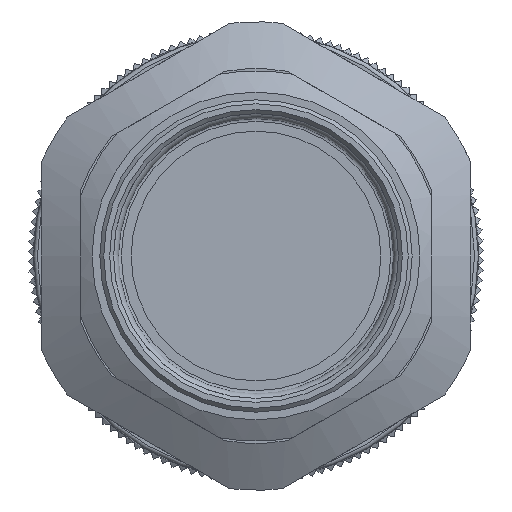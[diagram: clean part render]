
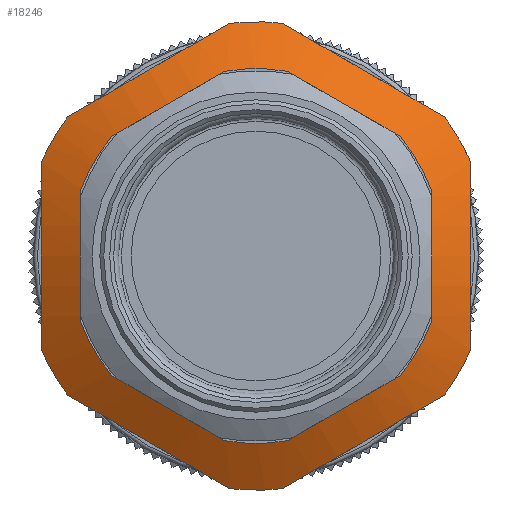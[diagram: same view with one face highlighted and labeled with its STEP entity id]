
A CAD part, left-side view. The second image highlights one B-rep face of the part: STEP entity #18246.
In plain terms, the highlighted conical face has half-angle 60 degrees and reference radius 26.05 mm.
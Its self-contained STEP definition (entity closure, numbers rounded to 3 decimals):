
#573=(
BOUNDED_CURVE()
B_SPLINE_CURVE(2,(#38417,#38418,#38419),.UNSPECIFIED.,.F.,.F.)
B_SPLINE_CURVE_WITH_KNOTS((3,3),(0.,2.415),.UNSPECIFIED.)
CURVE()
GEOMETRIC_REPRESENTATION_ITEM()
RATIONAL_B_SPLINE_CURVE((1.,1.091,1.))
REPRESENTATION_ITEM('')
);
#576=(
BOUNDED_CURVE()
B_SPLINE_CURVE(2,(#38434,#38435,#38436),.UNSPECIFIED.,.F.,.F.)
B_SPLINE_CURVE_WITH_KNOTS((3,3),(0.,2.415),.UNSPECIFIED.)
CURVE()
GEOMETRIC_REPRESENTATION_ITEM()
RATIONAL_B_SPLINE_CURVE((1.,1.091,1.))
REPRESENTATION_ITEM('')
);
#579=(
BOUNDED_CURVE()
B_SPLINE_CURVE(2,(#38451,#38452,#38453),.UNSPECIFIED.,.F.,.F.)
B_SPLINE_CURVE_WITH_KNOTS((3,3),(0.,2.415),.UNSPECIFIED.)
CURVE()
GEOMETRIC_REPRESENTATION_ITEM()
RATIONAL_B_SPLINE_CURVE((1.,1.091,1.))
REPRESENTATION_ITEM('')
);
#582=(
BOUNDED_CURVE()
B_SPLINE_CURVE(2,(#38468,#38469,#38470),.UNSPECIFIED.,.F.,.F.)
B_SPLINE_CURVE_WITH_KNOTS((3,3),(0.,2.415),.UNSPECIFIED.)
CURVE()
GEOMETRIC_REPRESENTATION_ITEM()
RATIONAL_B_SPLINE_CURVE((1.,1.091,1.))
REPRESENTATION_ITEM('')
);
#585=(
BOUNDED_CURVE()
B_SPLINE_CURVE(2,(#38485,#38486,#38487),.UNSPECIFIED.,.F.,.F.)
B_SPLINE_CURVE_WITH_KNOTS((3,3),(0.,2.415),.UNSPECIFIED.)
CURVE()
GEOMETRIC_REPRESENTATION_ITEM()
RATIONAL_B_SPLINE_CURVE((1.,1.091,1.))
REPRESENTATION_ITEM('')
);
#588=(
BOUNDED_CURVE()
B_SPLINE_CURVE(2,(#38502,#38503,#38504),.UNSPECIFIED.,.F.,.F.)
B_SPLINE_CURVE_WITH_KNOTS((3,3),(0.,2.415),.UNSPECIFIED.)
CURVE()
GEOMETRIC_REPRESENTATION_ITEM()
RATIONAL_B_SPLINE_CURVE((1.,1.091,1.))
REPRESENTATION_ITEM('')
);
#2525=LINE('',#38550,#3445);
#3445=VECTOR('',#22457,26.05);
#3647=CONICAL_SURFACE('',#19366,26.05,1.047);
#4702=FACE_OUTER_BOUND('',#5793,.T.);
#5793=EDGE_LOOP('',(#15459,#15460,#15461,#15462,#15463,#15464,#15465,#15466,
#15467,#15468,#15469,#15470,#15471,#15472,#15473,#15474,#15475));
#6217=CIRCLE('',#19312,22.1);
#6218=CIRCLE('',#19313,22.1);
#6233=CIRCLE('',#19356,30.);
#6234=CIRCLE('',#19357,30.);
#6235=CIRCLE('',#19359,30.);
#6236=CIRCLE('',#19361,30.);
#6237=CIRCLE('',#19363,30.);
#6238=CIRCLE('',#19365,30.);
#6239=CIRCLE('',#19367,30.);
#7829=VERTEX_POINT('',#38390);
#7830=VERTEX_POINT('',#38391);
#7833=VERTEX_POINT('',#38415);
#7834=VERTEX_POINT('',#38416);
#7838=VERTEX_POINT('',#38432);
#7839=VERTEX_POINT('',#38433);
#7843=VERTEX_POINT('',#38449);
#7844=VERTEX_POINT('',#38450);
#7848=VERTEX_POINT('',#38466);
#7849=VERTEX_POINT('',#38467);
#7853=VERTEX_POINT('',#38483);
#7854=VERTEX_POINT('',#38484);
#7858=VERTEX_POINT('',#38500);
#7859=VERTEX_POINT('',#38501);
#7864=VERTEX_POINT('',#38537);
#10370=EDGE_CURVE('',#7829,#7830,#6217,.T.);
#10371=EDGE_CURVE('',#7830,#7829,#6218,.T.);
#10375=EDGE_CURVE('',#7833,#7834,#573,.T.);
#10380=EDGE_CURVE('',#7838,#7839,#576,.T.);
#10385=EDGE_CURVE('',#7843,#7844,#579,.T.);
#10390=EDGE_CURVE('',#7848,#7849,#582,.T.);
#10395=EDGE_CURVE('',#7853,#7854,#585,.T.);
#10400=EDGE_CURVE('',#7858,#7859,#588,.T.);
#10418=EDGE_CURVE('',#7833,#7864,#6233,.T.);
#10419=EDGE_CURVE('',#7864,#7859,#6234,.T.);
#10420=EDGE_CURVE('',#7858,#7854,#6235,.T.);
#10421=EDGE_CURVE('',#7853,#7849,#6236,.T.);
#10422=EDGE_CURVE('',#7848,#7844,#6237,.T.);
#10423=EDGE_CURVE('',#7843,#7839,#6238,.T.);
#10424=EDGE_CURVE('',#7838,#7834,#6239,.T.);
#10425=EDGE_CURVE('',#7864,#7830,#2525,.T.);
#15459=ORIENTED_EDGE('',*,*,#10375,.T.);
#15460=ORIENTED_EDGE('',*,*,#10424,.F.);
#15461=ORIENTED_EDGE('',*,*,#10380,.T.);
#15462=ORIENTED_EDGE('',*,*,#10423,.F.);
#15463=ORIENTED_EDGE('',*,*,#10385,.T.);
#15464=ORIENTED_EDGE('',*,*,#10422,.F.);
#15465=ORIENTED_EDGE('',*,*,#10390,.T.);
#15466=ORIENTED_EDGE('',*,*,#10421,.F.);
#15467=ORIENTED_EDGE('',*,*,#10395,.T.);
#15468=ORIENTED_EDGE('',*,*,#10420,.F.);
#15469=ORIENTED_EDGE('',*,*,#10400,.T.);
#15470=ORIENTED_EDGE('',*,*,#10419,.F.);
#15471=ORIENTED_EDGE('',*,*,#10425,.T.);
#15472=ORIENTED_EDGE('',*,*,#10371,.T.);
#15473=ORIENTED_EDGE('',*,*,#10370,.T.);
#15474=ORIENTED_EDGE('',*,*,#10425,.F.);
#15475=ORIENTED_EDGE('',*,*,#10418,.F.);
#18246=ADVANCED_FACE('',(#4702),#3647,.T.);
#19312=AXIS2_PLACEMENT_3D('',#38392,#22331,#22332);
#19313=AXIS2_PLACEMENT_3D('',#38393,#22333,#22334);
#19356=AXIS2_PLACEMENT_3D('',#38538,#22433,#22434);
#19357=AXIS2_PLACEMENT_3D('',#38539,#22435,#22436);
#19359=AXIS2_PLACEMENT_3D('',#38541,#22439,#22440);
#19361=AXIS2_PLACEMENT_3D('',#38543,#22443,#22444);
#19363=AXIS2_PLACEMENT_3D('',#38545,#22447,#22448);
#19365=AXIS2_PLACEMENT_3D('',#38547,#22451,#22452);
#19366=AXIS2_PLACEMENT_3D('',#38548,#22453,#22454);
#19367=AXIS2_PLACEMENT_3D('',#38549,#22455,#22456);
#22331=DIRECTION('center_axis',(1.,0.,0.));
#22332=DIRECTION('ref_axis',(0.,-0.5,-0.866));
#22333=DIRECTION('center_axis',(1.,0.,0.));
#22334=DIRECTION('ref_axis',(0.,-0.5,-0.866));
#22433=DIRECTION('center_axis',(1.,0.,0.));
#22434=DIRECTION('ref_axis',(0.,-0.5,-0.866));
#22435=DIRECTION('center_axis',(1.,0.,0.));
#22436=DIRECTION('ref_axis',(0.,-0.5,-0.866));
#22439=DIRECTION('center_axis',(1.,0.,0.));
#22440=DIRECTION('ref_axis',(0.,-0.5,-0.866));
#22443=DIRECTION('center_axis',(1.,0.,0.));
#22444=DIRECTION('ref_axis',(0.,-0.5,-0.866));
#22447=DIRECTION('center_axis',(1.,0.,0.));
#22448=DIRECTION('ref_axis',(0.,-0.5,-0.866));
#22451=DIRECTION('center_axis',(1.,0.,0.));
#22452=DIRECTION('ref_axis',(0.,-0.5,-0.866));
#22453=DIRECTION('center_axis',(1.,0.,0.));
#22454=DIRECTION('ref_axis',(0.,0.866,-0.5));
#22455=DIRECTION('center_axis',(1.,0.,0.));
#22456=DIRECTION('ref_axis',(0.,-0.5,-0.866));
#22457=DIRECTION('',(-0.5,0.75,-0.433));
#38390=CARTESIAN_POINT('',(26.947,16.381,-11.05));
#38391=CARTESIAN_POINT('',(26.947,-21.897,11.05));
#38392=CARTESIAN_POINT('Origin',(26.947,-2.758,0.));
#38393=CARTESIAN_POINT('Origin',(26.947,-2.758,0.));
#38415=CARTESIAN_POINT('',(31.509,-26.891,17.821));
#38416=CARTESIAN_POINT('',(31.509,-6.125,29.81));
#38417=CARTESIAN_POINT('Ctrl Pts',(31.509,-26.891,17.821));
#38418=CARTESIAN_POINT('Ctrl Pts',(28.742,-16.508,23.816));
#38419=CARTESIAN_POINT('Ctrl Pts',(31.509,-6.125,29.81));
#38432=CARTESIAN_POINT('',(31.509,0.609,29.81));
#38433=CARTESIAN_POINT('',(31.509,21.375,17.821));
#38434=CARTESIAN_POINT('Ctrl Pts',(31.509,0.609,29.81));
#38435=CARTESIAN_POINT('Ctrl Pts',(28.742,10.992,23.816));
#38436=CARTESIAN_POINT('Ctrl Pts',(31.509,21.375,17.821));
#38449=CARTESIAN_POINT('',(31.509,24.742,11.99));
#38450=CARTESIAN_POINT('',(31.509,24.742,-11.99));
#38451=CARTESIAN_POINT('Ctrl Pts',(31.509,24.742,11.99));
#38452=CARTESIAN_POINT('Ctrl Pts',(28.742,24.742,0.));
#38453=CARTESIAN_POINT('Ctrl Pts',(31.509,24.742,-11.99));
#38466=CARTESIAN_POINT('',(31.509,21.375,-17.821));
#38467=CARTESIAN_POINT('',(31.509,0.609,-29.81));
#38468=CARTESIAN_POINT('Ctrl Pts',(31.509,21.375,-17.821));
#38469=CARTESIAN_POINT('Ctrl Pts',(28.742,10.992,-23.816));
#38470=CARTESIAN_POINT('Ctrl Pts',(31.509,0.609,-29.81));
#38483=CARTESIAN_POINT('',(31.509,-6.125,-29.81));
#38484=CARTESIAN_POINT('',(31.509,-26.891,-17.821));
#38485=CARTESIAN_POINT('Ctrl Pts',(31.509,-6.125,-29.81));
#38486=CARTESIAN_POINT('Ctrl Pts',(28.742,-16.508,-23.816));
#38487=CARTESIAN_POINT('Ctrl Pts',(31.509,-26.891,-17.821));
#38500=CARTESIAN_POINT('',(31.509,-30.258,-11.99));
#38501=CARTESIAN_POINT('',(31.509,-30.258,11.99));
#38502=CARTESIAN_POINT('Ctrl Pts',(31.509,-30.258,-11.99));
#38503=CARTESIAN_POINT('Ctrl Pts',(28.742,-30.258,0.));
#38504=CARTESIAN_POINT('Ctrl Pts',(31.509,-30.258,11.99));
#38537=CARTESIAN_POINT('',(31.509,-28.739,15.));
#38538=CARTESIAN_POINT('Origin',(31.509,-2.758,0.));
#38539=CARTESIAN_POINT('Origin',(31.509,-2.758,0.));
#38541=CARTESIAN_POINT('Origin',(31.509,-2.758,0.));
#38543=CARTESIAN_POINT('Origin',(31.509,-2.758,0.));
#38545=CARTESIAN_POINT('Origin',(31.509,-2.758,0.));
#38547=CARTESIAN_POINT('Origin',(31.509,-2.758,0.));
#38548=CARTESIAN_POINT('Origin',(29.228,-2.758,0.));
#38549=CARTESIAN_POINT('Origin',(31.509,-2.758,0.));
#38550=CARTESIAN_POINT('',(29.228,-25.318,13.025));
